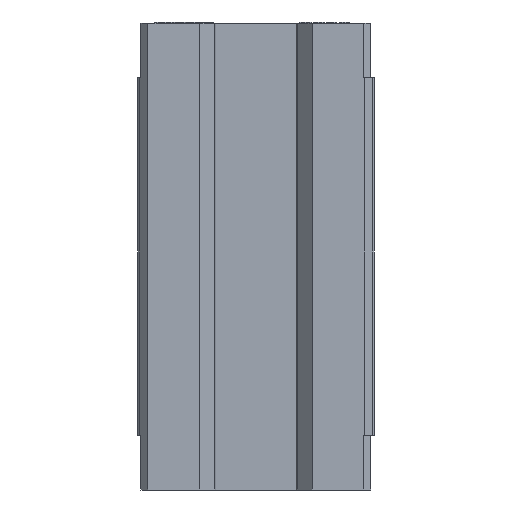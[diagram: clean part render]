
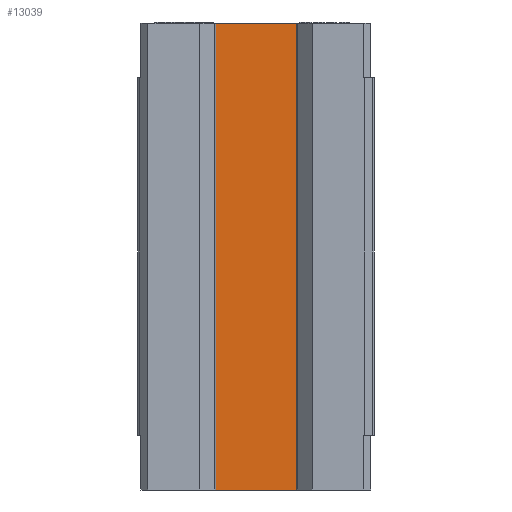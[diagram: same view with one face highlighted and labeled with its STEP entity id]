
A CAD part, front view. The second image highlights one B-rep face of the part: STEP entity #13039.
In plain terms, the highlighted planar face has unit normal (0, -1, 0).
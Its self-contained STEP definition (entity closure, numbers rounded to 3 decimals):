
#2434 = DIRECTION ( 'NONE',  ( 0., 0., -1. ) ) ;
#2435 = DIRECTION ( 'NONE',  ( 0., -1., 0. ) ) ;
#2436 = CARTESIAN_POINT ( 'NONE',  ( -13.251, 0., -52.9 ) ) ;
#2437 = AXIS2_PLACEMENT_3D ( 'NONE', #2436, #2435, #2434 ) ;
#2438 = PLANE ( 'NONE',  #2437 ) ;
#2439 = FACE_OUTER_BOUND ( 'NONE', #13040, .T. ) ;
#2440 = DIRECTION ( 'NONE',  ( 0., 0., 1. ) ) ;
#2441 = VECTOR ( 'NONE', #2440, 1000. ) ;
#2442 = CARTESIAN_POINT ( 'NONE',  ( 13.251, 0., -52.9 ) ) ;
#2443 = LINE ( 'NONE', #2442, #2441 ) ;
#2444 = CARTESIAN_POINT ( 'NONE',  ( 13.251, 0., 69.1 ) ) ;
#2445 = CARTESIAN_POINT ( 'NONE',  ( -13.251, 0., 69.1 ) ) ;
#2454 = DIRECTION ( 'NONE',  ( -1., 0., 0. ) ) ;
#2455 = VECTOR ( 'NONE', #2454, 1000. ) ;
#2456 = CARTESIAN_POINT ( 'NONE',  ( -13.251, 0., 69.1 ) ) ;
#2457 = LINE ( 'NONE', #2456, #2455 ) ;
#2458 = DIRECTION ( 'NONE',  ( 0., 0., -1. ) ) ;
#2459 = VECTOR ( 'NONE', #2458, 1000. ) ;
#2460 = CARTESIAN_POINT ( 'NONE',  ( -13.251, 0., -52.9 ) ) ;
#2461 = LINE ( 'NONE', #2460, #2459 ) ;
#2462 = CARTESIAN_POINT ( 'NONE',  ( -13.251, 0., -69.1 ) ) ;
#2489 = DIRECTION ( 'NONE',  ( 1., 0., 0. ) ) ;
#2490 = VECTOR ( 'NONE', #2489, 1000. ) ;
#2491 = CARTESIAN_POINT ( 'NONE',  ( -13.251, 0., -69.1 ) ) ;
#2492 = LINE ( 'NONE', #2491, #2490 ) ;
#2493 = CARTESIAN_POINT ( 'NONE',  ( 13.251, 0., -69.1 ) ) ;
#13001 = VERTEX_POINT ( 'NONE', #2462 ) ;
#13003 = EDGE_CURVE ( 'NONE', #13025, #13001, #2461, .T. ) ;
#13006 = EDGE_CURVE ( 'NONE', #13026, #13025, #2457, .T. ) ;
#13025 = VERTEX_POINT ( 'NONE', #2445 ) ;
#13026 = VERTEX_POINT ( 'NONE', #2444 ) ;
#13038 = EDGE_CURVE ( 'NONE', #13067, #13026, #2443, .T. ) ;
#13039 = ADVANCED_FACE ( 'NONE', ( #2439 ), #2438, .T. ) ;
#13040 = EDGE_LOOP ( 'NONE', ( #13041, #13042, #13043, #13197 ) ) ;
#13041 = ORIENTED_EDGE ( 'NONE', *, *, #13069, .T. ) ;
#13042 = ORIENTED_EDGE ( 'NONE', *, *, #13038, .T. ) ;
#13043 = ORIENTED_EDGE ( 'NONE', *, *, #13006, .T. ) ;
#13067 = VERTEX_POINT ( 'NONE', #2493 ) ;
#13069 = EDGE_CURVE ( 'NONE', #13001, #13067, #2492, .T. ) ;
#13197 = ORIENTED_EDGE ( 'NONE', *, *, #13003, .T. ) ;
